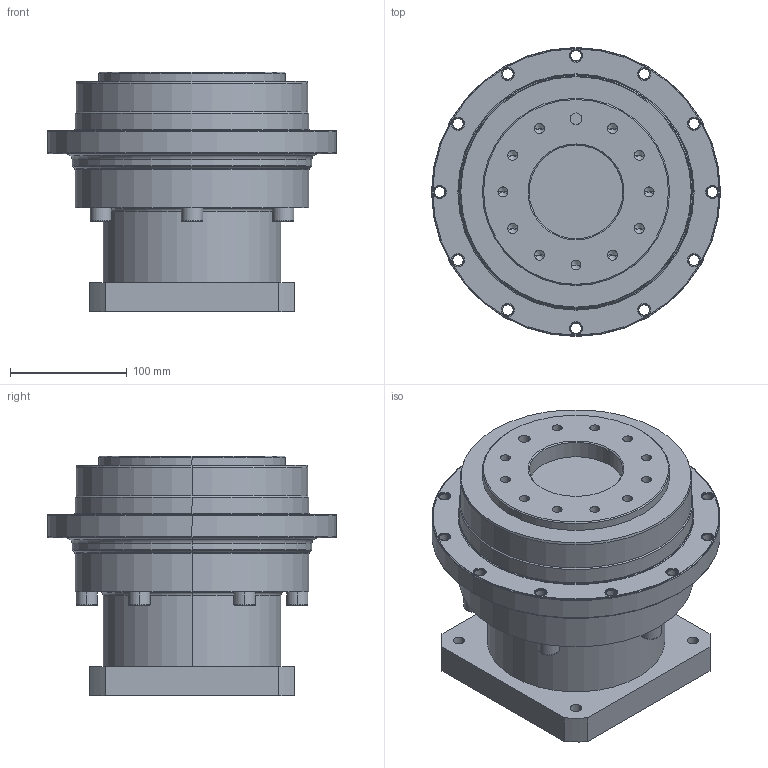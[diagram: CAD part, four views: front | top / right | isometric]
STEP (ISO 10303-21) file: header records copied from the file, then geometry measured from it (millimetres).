
FILE_DESCRIPTION((''),'2;1');
FILE_NAME('VRT200-L1-P2','2022-06-15T10:48:40',('Administrator'),(''),'CREO PARAMETRIC BY PTC INC, 2019010','CREO PARAMETRIC BY PTC INC, 2019010','');
FILE_SCHEMA(('CONFIG_CONTROL_DESIGN'));
Length unit declared in the file: millimetre
Products named in the file (1): VRT200-L1-P2
Bounding box: 247 x 247 x 205 mm (x, y, z)
Volume: 4910053.5 mm3; surface area: 346260 mm2
Topology: 1 solids, 1 shells, 454 faces, 1047 edges, 624 vertices
Faces by surface type: torus 174, plane 126, cylinder 120, cone 34
Entity records: 12924 total; most frequent: DIRECTION 2546, CARTESIAN_POINT 2155, ORIENTED_EDGE 2050, AXIS2_PLACEMENT_3D 1075, EDGE_CURVE 1025, VERTEX_POINT 624, CIRCLE 621, EDGE_LOOP 537
